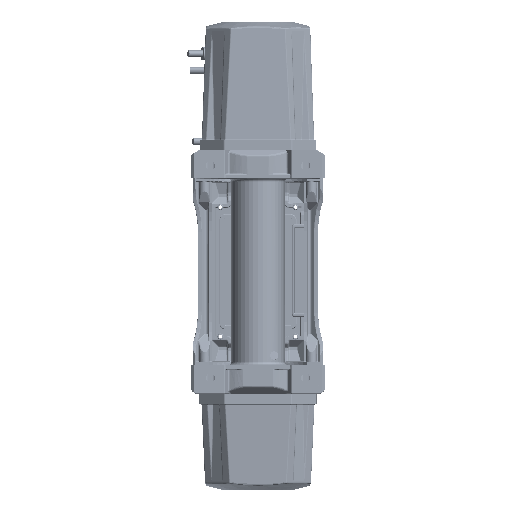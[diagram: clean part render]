
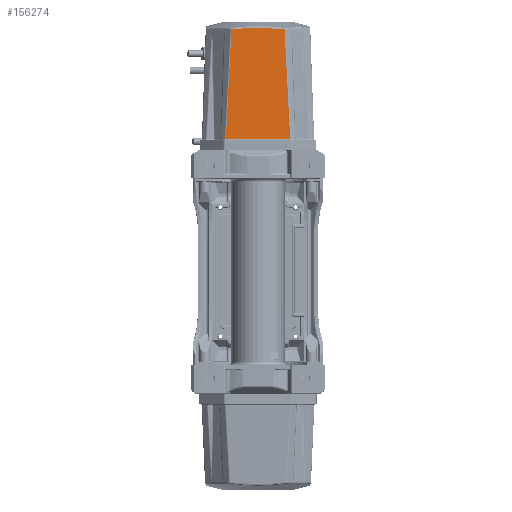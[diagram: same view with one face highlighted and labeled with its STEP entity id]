
A CAD part, front view. The second image highlights one B-rep face of the part: STEP entity #156274.
In plain terms, the highlighted planar face has unit normal (0, -0.999, 0.035).
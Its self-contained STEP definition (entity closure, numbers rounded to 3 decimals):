
#3820=PLANE('',#168364);
#10640=LINE('',#358792,#19103);
#10690=LINE('',#360728,#19153);
#10691=LINE('',#360738,#19154);
#19103=VECTOR('',#194883,1000.);
#19153=VECTOR('',#195089,1000.);
#19154=VECTOR('',#195092,1000.);
#30905=FACE_OUTER_BOUND('',#40340,.T.);
#40340=EDGE_LOOP('',(#117673,#117674,#117675,#117676));
#48133=B_SPLINE_CURVE_WITH_KNOTS('',3,(#360731,#360732,#360733,#360734,
#360735,#360736,#360737),.UNSPECIFIED.,.F.,.F.,(4,1,1,1,4),(0.,
0.25,0.5,0.75,1.),.UNSPECIFIED.);
#65737=VERTEX_POINT('',#358763);
#65738=VERTEX_POINT('',#358791);
#65808=VERTEX_POINT('',#360726);
#65809=VERTEX_POINT('',#360730);
#83867=EDGE_CURVE('',#65738,#65737,#10640,.T.);
#84008=EDGE_CURVE('',#65738,#65808,#10690,.T.);
#84009=EDGE_CURVE('',#65808,#65809,#48133,.T.);
#84010=EDGE_CURVE('',#65809,#65737,#10691,.T.);
#117673=ORIENTED_EDGE('',*,*,#83867,.F.);
#117674=ORIENTED_EDGE('',*,*,#84008,.T.);
#117675=ORIENTED_EDGE('',*,*,#84009,.T.);
#117676=ORIENTED_EDGE('',*,*,#84010,.T.);
#156274=ADVANCED_FACE('',(#30905),#3820,.T.);
#168364=AXIS2_PLACEMENT_3D('',#360729,#195090,#195091);
#194883=DIRECTION('',(-1.,0.,0.));
#195089=DIRECTION('',(-0.051,0.035,0.998));
#195090=DIRECTION('center_axis',(0.,-0.999,0.035));
#195091=DIRECTION('ref_axis',(0.,-0.035,-0.999));
#195092=DIRECTION('',(-0.051,-0.035,-0.998));
#358763=CARTESIAN_POINT('',(-38.533,-67.211,158.493));
#358791=CARTESIAN_POINT('',(38.533,-67.211,158.493));
#358792=CARTESIAN_POINT('',(38.533,-67.211,158.493));
#360726=CARTESIAN_POINT('',(31.743,-62.613,290.147));
#360728=CARTESIAN_POINT('',(38.533,-67.211,158.493));
#360729=CARTESIAN_POINT('Origin',(0.,-67.228,158.01));
#360730=CARTESIAN_POINT('',(-31.743,-62.613,290.147));
#360731=CARTESIAN_POINT('Ctrl Pts',(31.743,-62.613,
290.147));
#360732=CARTESIAN_POINT('Ctrl Pts',(26.452,-62.59,
290.81));
#360733=CARTESIAN_POINT('Ctrl Pts',(15.871,-62.553,291.866));
#360734=CARTESIAN_POINT('Ctrl Pts',(0.,-62.533,
292.455));
#360735=CARTESIAN_POINT('Ctrl Pts',(-15.871,-62.553,
291.866));
#360736=CARTESIAN_POINT('Ctrl Pts',(-26.452,-62.59,
290.81));
#360737=CARTESIAN_POINT('Ctrl Pts',(-31.743,-62.613,
290.147));
#360738=CARTESIAN_POINT('',(-31.743,-62.613,290.147));
